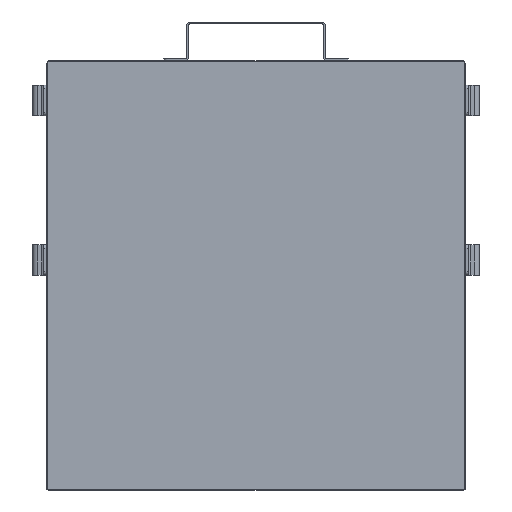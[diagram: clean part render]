
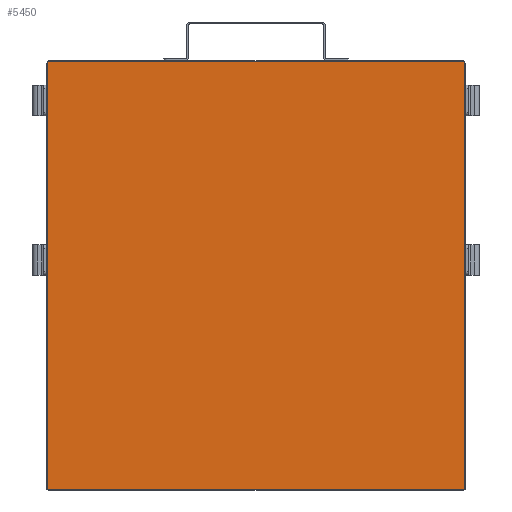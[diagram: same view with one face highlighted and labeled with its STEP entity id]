
A CAD part, top view. The second image highlights one B-rep face of the part: STEP entity #5450.
In plain terms, the highlighted planar face has unit normal (0, 0, 1).
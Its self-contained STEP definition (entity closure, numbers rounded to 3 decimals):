
#320 = FACE_OUTER_BOUND ( 'NONE', #1518, .T. ) ;
#852 = DIRECTION ( 'NONE',  ( -1., 0., 0. ) ) ;
#867 = DIRECTION ( 'NONE',  ( 0., -1., 0. ) ) ;
#975 = AXIS2_PLACEMENT_3D ( 'NONE', #2279, #2306, #852 ) ;
#1354 = CARTESIAN_POINT ( 'NONE',  ( 170.25, 174.5, 0. ) ) ;
#1457 = VERTEX_POINT ( 'NONE', #2003 ) ;
#1518 = EDGE_LOOP ( 'NONE', ( #3171, #5762, #5526, #4930 ) ) ;
#1535 = LINE ( 'NONE', #3386, #3490 ) ;
#2003 = CARTESIAN_POINT ( 'NONE',  ( -170.25, 174.5, 0. ) ) ;
#2279 = CARTESIAN_POINT ( 'NONE',  ( 0., 0., 0. ) ) ;
#2306 = DIRECTION ( 'NONE',  ( 0., 0., -1. ) ) ;
#2413 = EDGE_CURVE ( 'NONE', #3776, #1457, #5123, .T. ) ;
#2415 = CARTESIAN_POINT ( 'NONE',  ( 170.25, -174.5, 0. ) ) ;
#3089 = VECTOR ( 'NONE', #5710, 1000. ) ;
#3171 = ORIENTED_EDGE ( 'NONE', *, *, #4479, .T. ) ;
#3245 = EDGE_CURVE ( 'NONE', #1457, #5385, #4748, .T. ) ;
#3386 = CARTESIAN_POINT ( 'NONE',  ( -170.25, -174.5, 0. ) ) ;
#3490 = VECTOR ( 'NONE', #3874, 1000. ) ;
#3669 = CARTESIAN_POINT ( 'NONE',  ( 170.25, -174.5, 0. ) ) ;
#3750 = CARTESIAN_POINT ( 'NONE',  ( -170.25, -174.5, 0. ) ) ;
#3776 = VERTEX_POINT ( 'NONE', #1354 ) ;
#3874 = DIRECTION ( 'NONE',  ( 1., 0., 0. ) ) ;
#3915 = VERTEX_POINT ( 'NONE', #2415 ) ;
#4214 = CARTESIAN_POINT ( 'NONE',  ( -170.25, 174.5, 0. ) ) ;
#4409 = VECTOR ( 'NONE', #5138, 1000. ) ;
#4479 = EDGE_CURVE ( 'NONE', #3915, #3776, #5086, .T. ) ;
#4748 = LINE ( 'NONE', #5332, #4863 ) ;
#4863 = VECTOR ( 'NONE', #867, 1000. ) ;
#4930 = ORIENTED_EDGE ( 'NONE', *, *, #6026, .T. ) ;
#5086 = LINE ( 'NONE', #3669, #4409 ) ;
#5123 = LINE ( 'NONE', #4214, #3089 ) ;
#5138 = DIRECTION ( 'NONE',  ( 0., 1., 0. ) ) ;
#5332 = CARTESIAN_POINT ( 'NONE',  ( -170.25, -174.5, 0. ) ) ;
#5385 = VERTEX_POINT ( 'NONE', #3750 ) ;
#5450 = ADVANCED_FACE ( 'NONE', ( #320 ), #5808, .F. ) ;
#5526 = ORIENTED_EDGE ( 'NONE', *, *, #3245, .T. ) ;
#5710 = DIRECTION ( 'NONE',  ( -1., 0., 0. ) ) ;
#5762 = ORIENTED_EDGE ( 'NONE', *, *, #2413, .T. ) ;
#5808 = PLANE ( 'NONE',  #975 ) ;
#6026 = EDGE_CURVE ( 'NONE', #5385, #3915, #1535, .T. ) ;
